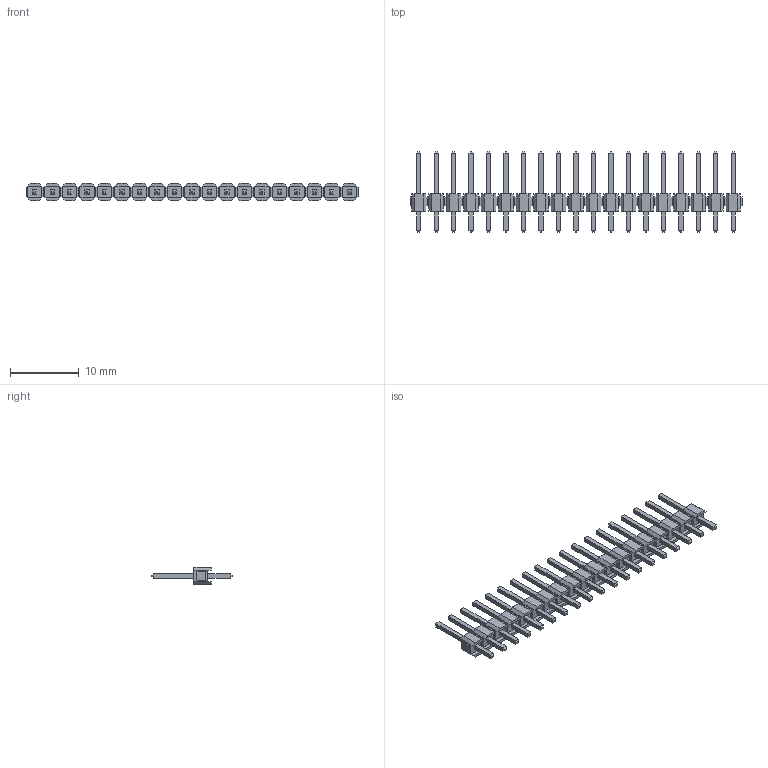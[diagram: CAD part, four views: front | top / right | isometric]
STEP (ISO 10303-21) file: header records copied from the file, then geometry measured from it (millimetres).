
FILE_DESCRIPTION (( 'STEP AP214' ), '1' );
FILE_NAME ('PLS-19.STEP', '2019-06-30T19:16:46', ( '' ), ( '' ), 'SwSTEP 2.0', 'SolidWorks 2018', '' );
FILE_SCHEMA (( 'AUTOMOTIVE_DESIGN' ));
Length unit declared in the file: millimetre
Products named in the file (1): PLS-19
Bounding box: 48.26 x 11.64 x 2.54 mm (x, y, z)
Volume: 292.5 mm3; surface area: 1099.7 mm2
Topology: 19 solids, 19 shells, 798 faces, 1824 edges, 1140 vertices
Faces by surface type: plane 798
Entity records: 30638 total; most frequent: CARTESIAN_POINT 3763, ORIENTED_EDGE 3648, DIRECTION 3422, EDGE_CURVE 1824, LINE 1824, VECTOR 1824, VERTEX_POINT 1140, EDGE_LOOP 874
